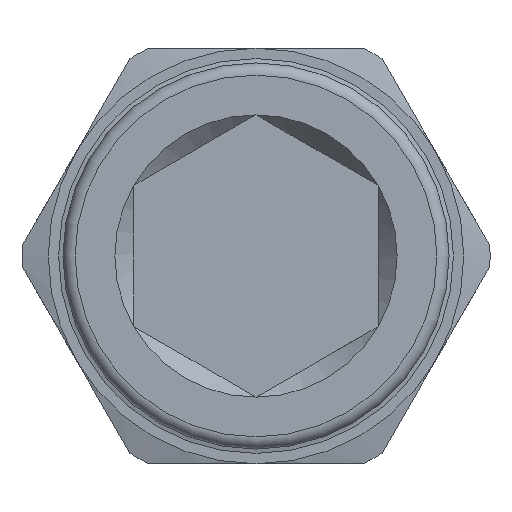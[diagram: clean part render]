
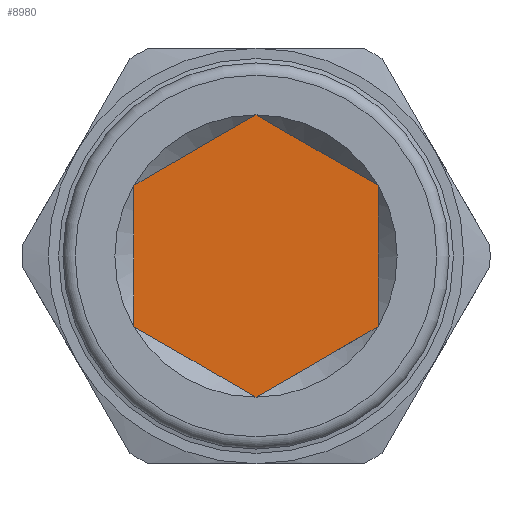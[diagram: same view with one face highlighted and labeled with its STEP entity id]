
A CAD part, left-side view. The second image highlights one B-rep face of the part: STEP entity #8980.
In plain terms, the highlighted planar face has unit normal (-1, 0, 0).
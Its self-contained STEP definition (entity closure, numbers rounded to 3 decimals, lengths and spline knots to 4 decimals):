
#2079=FACE_OUTER_BOUND($,#2584,.T.);
#2584=EDGE_LOOP($,(#5586));
#3179=CIRCLE($,#9504,6.05);
#3365=VERTEX_POINT($,#11530);
#4254=EDGE_CURVE($,#3365,#3365,#3179,.T.);
#5586=ORIENTED_EDGE($,*,*,#4254,.F.);
#8250=PLANE($,#9503);
#8980=ADVANCED_FACE($,(#2079),#8250,.T.);
#9503=AXIS2_PLACEMENT_3D($,#11529,#10006,#10007);
#9504=AXIS2_PLACEMENT_3D($,#11531,#10008,#10009);
#10006=DIRECTION('center_axis',(-1.,0.,0.));
#10007=DIRECTION('ref_axis',(0.,0.,1.));
#10008=DIRECTION('center_axis',(1.,0.,0.));
#10009=DIRECTION('ref_axis',(0.,0.,-1.));
#11529=CARTESIAN_POINT('Origin',(-6.8412,6.2831,0.));
#11530=CARTESIAN_POINT('',(-6.8412,6.05,0.));
#11531=CARTESIAN_POINT('Origin',(-6.8412,0.,0.));
